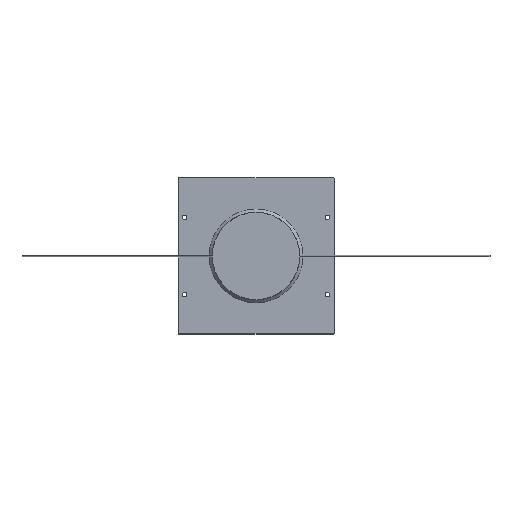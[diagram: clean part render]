
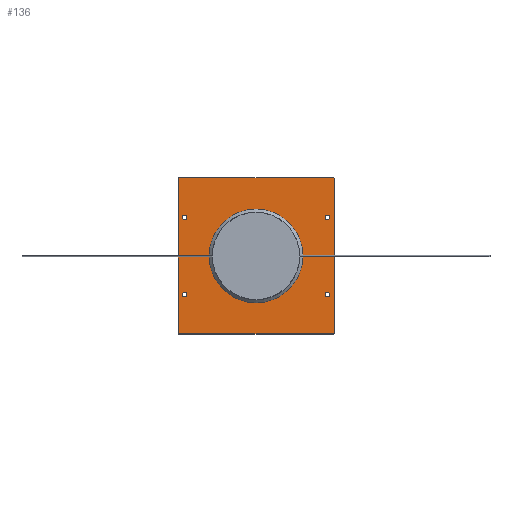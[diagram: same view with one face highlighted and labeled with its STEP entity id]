
A CAD part, top view. The second image highlights one B-rep face of the part: STEP entity #136.
In plain terms, the highlighted planar face has unit normal (0, 0, 1).
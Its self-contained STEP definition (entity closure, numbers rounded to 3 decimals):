
#136=ADVANCED_FACE('',(#951,#953,#955,#957,#959,#961),#963,.F.);
#951=FACE_BOUND('',#952,.T.);
#952=EDGE_LOOP('',(#1433,#1434,#1435,#1436,#1437,#1438,#1439,#1440));
#953=FACE_BOUND('',#954,.T.);
#954=EDGE_LOOP('',(#1441));
#955=FACE_BOUND('',#956,.T.);
#956=EDGE_LOOP('',(#1442));
#957=FACE_BOUND('',#958,.T.);
#958=EDGE_LOOP('',(#1443));
#959=FACE_BOUND('',#960,.T.);
#960=EDGE_LOOP('',(#1444));
#961=FACE_BOUND('',#962,.T.);
#962=EDGE_LOOP('',(#1445));
#963=PLANE('',#964);
#964=AXIS2_PLACEMENT_3D('',#965,#966,#967);
#965=CARTESIAN_POINT('',(0.,0.,0.));
#966=DIRECTION('',(0.,0.,-1.));
#967=DIRECTION('',(0.,1.,0.));
#1433=ORIENTED_EDGE('',*,*,#1684,.F.);
#1434=ORIENTED_EDGE('',*,*,#1685,.F.);
#1435=ORIENTED_EDGE('',*,*,#1686,.F.);
#1436=ORIENTED_EDGE('',*,*,#1687,.F.);
#1437=ORIENTED_EDGE('',*,*,#1688,.F.);
#1438=ORIENTED_EDGE('',*,*,#1689,.F.);
#1439=ORIENTED_EDGE('',*,*,#1690,.F.);
#1440=ORIENTED_EDGE('',*,*,#1691,.F.);
#1441=ORIENTED_EDGE('',*,*,#1653,.T.);
#1442=ORIENTED_EDGE('',*,*,#1692,.T.);
#1443=ORIENTED_EDGE('',*,*,#1693,.T.);
#1444=ORIENTED_EDGE('',*,*,#1694,.T.);
#1445=ORIENTED_EDGE('',*,*,#1695,.T.);
#1653=EDGE_CURVE('',#1958,#1958,#1959,.F.);
#1684=EDGE_CURVE('',#2014,#2015,#2016,.F.);
#1685=EDGE_CURVE('',#2017,#2014,#2018,.T.);
#1686=EDGE_CURVE('',#2019,#2017,#2020,.F.);
#1687=EDGE_CURVE('',#2021,#2019,#2022,.T.);
#1688=EDGE_CURVE('',#2023,#2021,#2024,.F.);
#1689=EDGE_CURVE('',#2025,#2023,#2026,.T.);
#1690=EDGE_CURVE('',#2027,#2025,#2028,.F.);
#1691=EDGE_CURVE('',#2015,#2027,#2029,.T.);
#1692=EDGE_CURVE('',#2030,#2030,#2031,.T.);
#1693=EDGE_CURVE('',#2032,#2032,#2033,.T.);
#1694=EDGE_CURVE('',#2034,#2034,#2035,.T.);
#1695=EDGE_CURVE('',#2036,#2036,#2037,.T.);
#1958=VERTEX_POINT('',#3665);
#1959=CIRCLE('',#3666,30.);
#2014=VERTEX_POINT('',#3790);
#2015=VERTEX_POINT('',#3791);
#2016=LINE('',#3792,#3793);
#2017=VERTEX_POINT('',#3795);
#2018=LINE('',#3796,#3797);
#2019=VERTEX_POINT('',#3799);
#2020=LINE('',#3800,#3801);
#2021=VERTEX_POINT('',#3803);
#2022=LINE('',#3804,#3805);
#2023=VERTEX_POINT('',#3807);
#2024=LINE('',#3808,#3809);
#2025=VERTEX_POINT('',#3811);
#2026=LINE('',#3812,#3813);
#2027=VERTEX_POINT('',#3815);
#2028=LINE('',#3816,#3817);
#2029=LINE('',#3819,#3820);
#2030=VERTEX_POINT('',#3822);
#2031=CIRCLE('',#3823,1.5);
#2032=VERTEX_POINT('',#3827);
#2033=CIRCLE('',#3828,1.5);
#2034=VERTEX_POINT('',#3832);
#2035=CIRCLE('',#3833,1.5);
#2036=VERTEX_POINT('',#3837);
#2037=CIRCLE('',#3838,1.5);
#3665=CARTESIAN_POINT('',(30.,0.,0.));
#3666=AXIS2_PLACEMENT_3D('',#3667,#3668,#3669);
#3667=CARTESIAN_POINT('',(0.,0.,0.));
#3668=DIRECTION('',(0.,0.,1.));
#3669=DIRECTION('',(1.,0.,0.));
#3790=CARTESIAN_POINT('',(50.,-49.5,0.));
#3791=CARTESIAN_POINT('',(49.5,-50.,0.));
#3792=CARTESIAN_POINT('',(49.5,-50.,0.));
#3793=VECTOR('',#3794,1.);
#3794=DIRECTION('',(0.707,0.707,0.));
#3795=CARTESIAN_POINT('',(50.,49.5,0.));
#3796=CARTESIAN_POINT('',(50.,49.5,0.));
#3797=VECTOR('',#3798,1.);
#3798=DIRECTION('',(0.,-1.,0.));
#3799=CARTESIAN_POINT('',(49.5,50.,0.));
#3800=CARTESIAN_POINT('',(50.,49.5,0.));
#3801=VECTOR('',#3802,1.);
#3802=DIRECTION('',(-0.707,0.707,0.));
#3803=CARTESIAN_POINT('',(-49.5,50.,0.));
#3804=CARTESIAN_POINT('',(-49.5,50.,0.));
#3805=VECTOR('',#3806,1.);
#3806=DIRECTION('',(1.,0.,0.));
#3807=CARTESIAN_POINT('',(-50.,49.5,0.));
#3808=CARTESIAN_POINT('',(-49.5,50.,0.));
#3809=VECTOR('',#3810,1.);
#3810=DIRECTION('',(-0.707,-0.707,0.));
#3811=CARTESIAN_POINT('',(-50.,-49.5,0.));
#3812=CARTESIAN_POINT('',(-50.,-49.5,0.));
#3813=VECTOR('',#3814,1.);
#3814=DIRECTION('',(0.,1.,0.));
#3815=CARTESIAN_POINT('',(-49.5,-50.,0.));
#3816=CARTESIAN_POINT('',(-50.,-49.5,0.));
#3817=VECTOR('',#3818,1.);
#3818=DIRECTION('',(0.707,-0.707,0.));
#3819=CARTESIAN_POINT('',(49.5,-50.,0.));
#3820=VECTOR('',#3821,1.);
#3821=DIRECTION('',(-1.,0.,0.));
#3822=CARTESIAN_POINT('',(-45.8,26.2,0.));
#3823=AXIS2_PLACEMENT_3D('',#3824,#3825,#3826);
#3824=CARTESIAN_POINT('',(-45.8,24.7,0.));
#3825=DIRECTION('',(0.,0.,-1.));
#3826=DIRECTION('',(0.,1.,0.));
#3827=CARTESIAN_POINT('',(-45.8,-23.2,0.));
#3828=AXIS2_PLACEMENT_3D('',#3829,#3830,#3831);
#3829=CARTESIAN_POINT('',(-45.8,-24.7,0.));
#3830=DIRECTION('',(0.,0.,-1.));
#3831=DIRECTION('',(0.,1.,0.));
#3832=CARTESIAN_POINT('',(45.8,26.2,0.));
#3833=AXIS2_PLACEMENT_3D('',#3834,#3835,#3836);
#3834=CARTESIAN_POINT('',(45.8,24.7,0.));
#3835=DIRECTION('',(0.,0.,-1.));
#3836=DIRECTION('',(0.,1.,0.));
#3837=CARTESIAN_POINT('',(45.8,-23.2,0.));
#3838=AXIS2_PLACEMENT_3D('',#3839,#3840,#3841);
#3839=CARTESIAN_POINT('',(45.8,-24.7,0.));
#3840=DIRECTION('',(0.,0.,-1.));
#3841=DIRECTION('',(0.,1.,0.));
